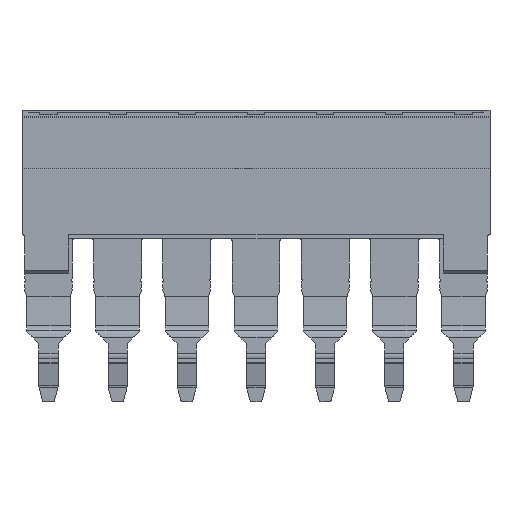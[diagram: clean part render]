
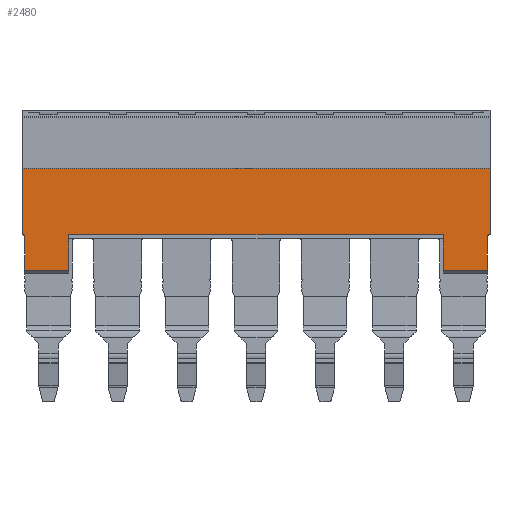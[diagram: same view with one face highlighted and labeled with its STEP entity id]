
A CAD part, front view. The second image highlights one B-rep face of the part: STEP entity #2480.
In plain terms, the highlighted planar face has unit normal (0, -1, 0).
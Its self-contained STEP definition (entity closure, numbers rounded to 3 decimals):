
#1882=AXIS2_PLACEMENT_3D('Circle Axis2P3D',#1880,#1881,$) ;
#2002=AXIS2_PLACEMENT_3D('Circle Axis2P3D',#2000,#2001,$) ;
#2443=AXIS2_PLACEMENT_3D('Plane Axis2P3D',#2440,#2441,#2442) ;
#1765=CARTESIAN_POINT('Line Origine',(27.4,0.4,27.315)) ;
#1769=CARTESIAN_POINT('Vertex',(0.,0.4,27.315)) ;
#1771=CARTESIAN_POINT('Vertex',(54.8,0.4,27.315)) ;
#1807=CARTESIAN_POINT('Vertex',(0.,0.4,19.544)) ;
#1810=CARTESIAN_POINT('Line Origine',(0.,0.4,23.429)) ;
#1839=CARTESIAN_POINT('Vertex',(0.1,0.4,19.544)) ;
#1844=CARTESIAN_POINT('Line Origine',(0.05,0.4,19.544)) ;
#1877=CARTESIAN_POINT('Vertex',(0.3,0.4,19.344)) ;
#1880=CARTESIAN_POINT('Axis2P3D Location',(0.1,0.4,19.344)) ;
#1922=CARTESIAN_POINT('Vertex',(0.3,0.4,15.365)) ;
#1925=CARTESIAN_POINT('Line Origine',(0.3,0.4,17.354)) ;
#1944=CARTESIAN_POINT('Line Origine',(54.5,0.4,17.354)) ;
#1948=CARTESIAN_POINT('Vertex',(54.5,0.4,15.365)) ;
#1950=CARTESIAN_POINT('Vertex',(54.5,0.4,19.344)) ;
#2000=CARTESIAN_POINT('Axis2P3D Location',(54.7,0.4,19.344)) ;
#2004=CARTESIAN_POINT('Vertex',(54.7,0.4,19.544)) ;
#2037=CARTESIAN_POINT('Vertex',(54.8,0.4,19.544)) ;
#2040=CARTESIAN_POINT('Line Origine',(54.75,0.4,19.544)) ;
#2057=CARTESIAN_POINT('Line Origine',(54.8,0.4,23.429)) ;
#2246=CARTESIAN_POINT('Line Origine',(2.9,0.4,15.365)) ;
#2250=CARTESIAN_POINT('Vertex',(5.5,0.4,15.365)) ;
#2425=CARTESIAN_POINT('Vertex',(49.3,0.4,15.365)) ;
#2428=CARTESIAN_POINT('Line Origine',(51.9,0.4,15.365)) ;
#2440=CARTESIAN_POINT('Axis2P3D Location',(3.1,0.4,27.315)) ;
#2445=CARTESIAN_POINT('Line Origine',(5.5,0.4,17.454)) ;
#2449=CARTESIAN_POINT('Vertex',(5.5,0.4,19.544)) ;
#2452=CARTESIAN_POINT('Line Origine',(27.4,0.4,19.544)) ;
#2456=CARTESIAN_POINT('Vertex',(49.3,0.4,19.544)) ;
#2459=CARTESIAN_POINT('Line Origine',(49.3,0.4,17.454)) ;
#1766=DIRECTION('Vector Direction',(1.,0.,0.)) ;
#1811=DIRECTION('Vector Direction',(0.,0.,-1.)) ;
#1845=DIRECTION('Vector Direction',(1.,0.,0.)) ;
#1881=DIRECTION('Axis2P3D Direction',(0.,-1.,0.)) ;
#1926=DIRECTION('Vector Direction',(0.,0.,1.)) ;
#1945=DIRECTION('Vector Direction',(0.,0.,1.)) ;
#2001=DIRECTION('Axis2P3D Direction',(0.,1.,0.)) ;
#2041=DIRECTION('Vector Direction',(-1.,0.,0.)) ;
#2058=DIRECTION('Vector Direction',(0.,0.,-1.)) ;
#2247=DIRECTION('Vector Direction',(-1.,0.,0.)) ;
#2429=DIRECTION('Vector Direction',(1.,0.,0.)) ;
#2441=DIRECTION('Axis2P3D Direction',(0.,1.,0.)) ;
#2442=DIRECTION('Axis2P3D XDirection',(0.,0.,-1.)) ;
#2446=DIRECTION('Vector Direction',(0.,0.,1.)) ;
#2453=DIRECTION('Vector Direction',(1.,0.,0.)) ;
#2460=DIRECTION('Vector Direction',(0.,0.,1.)) ;
#1767=VECTOR('Line Direction',#1766,1.) ;
#1812=VECTOR('Line Direction',#1811,1.) ;
#1846=VECTOR('Line Direction',#1845,1.) ;
#1927=VECTOR('Line Direction',#1926,1.) ;
#1946=VECTOR('Line Direction',#1945,1.) ;
#2042=VECTOR('Line Direction',#2041,1.) ;
#2059=VECTOR('Line Direction',#2058,1.) ;
#2248=VECTOR('Line Direction',#2247,1.) ;
#2430=VECTOR('Line Direction',#2429,1.) ;
#2447=VECTOR('Line Direction',#2446,1.) ;
#2454=VECTOR('Line Direction',#2453,1.) ;
#2461=VECTOR('Line Direction',#2460,1.) ;
#2465=ORIENTED_EDGE('',*,*,#1773,.F.) ;
#2466=ORIENTED_EDGE('',*,*,#1814,.F.) ;
#2467=ORIENTED_EDGE('',*,*,#1848,.T.) ;
#2468=ORIENTED_EDGE('',*,*,#1884,.T.) ;
#2469=ORIENTED_EDGE('',*,*,#1929,.F.) ;
#2470=ORIENTED_EDGE('',*,*,#2252,.F.) ;
#2471=ORIENTED_EDGE('',*,*,#2451,.T.) ;
#2472=ORIENTED_EDGE('',*,*,#2458,.T.) ;
#2473=ORIENTED_EDGE('',*,*,#2463,.F.) ;
#2474=ORIENTED_EDGE('',*,*,#2432,.T.) ;
#2475=ORIENTED_EDGE('',*,*,#1952,.T.) ;
#2476=ORIENTED_EDGE('',*,*,#2006,.F.) ;
#2477=ORIENTED_EDGE('',*,*,#2044,.F.) ;
#2478=ORIENTED_EDGE('',*,*,#2061,.T.) ;
#2480=ADVANCED_FACE('58453_ZQV_6N_KU',(#2479),#2444,.F.) ;
#1883=CIRCLE('generated circle',#1882,0.2) ;
#2003=CIRCLE('generated circle',#2002,0.2) ;
#1773=EDGE_CURVE('',#1770,#1772,#1768,.T.) ;
#1814=EDGE_CURVE('',#1808,#1770,#1813,.F.) ;
#1848=EDGE_CURVE('',#1808,#1840,#1847,.T.) ;
#1884=EDGE_CURVE('',#1840,#1878,#1883,.F.) ;
#1929=EDGE_CURVE('',#1923,#1878,#1928,.T.) ;
#1952=EDGE_CURVE('',#1949,#1951,#1947,.T.) ;
#2006=EDGE_CURVE('',#2005,#1951,#2003,.F.) ;
#2044=EDGE_CURVE('',#2038,#2005,#2043,.T.) ;
#2061=EDGE_CURVE('',#2038,#1772,#2060,.F.) ;
#2252=EDGE_CURVE('',#2251,#1923,#2249,.T.) ;
#2432=EDGE_CURVE('',#2426,#1949,#2431,.T.) ;
#2451=EDGE_CURVE('',#2251,#2450,#2448,.T.) ;
#2458=EDGE_CURVE('',#2450,#2457,#2455,.T.) ;
#2463=EDGE_CURVE('',#2426,#2457,#2462,.T.) ;
#2464=EDGE_LOOP('',(#2465,#2466,#2467,#2468,#2469,#2470,#2471,#2472,#2473,#2474,#2475,#2476,#2477,#2478)) ;
#2479=FACE_OUTER_BOUND('',#2464,.T.) ;
#1768=LINE('Line',#1765,#1767) ;
#1813=LINE('Line',#1810,#1812) ;
#1847=LINE('Line',#1844,#1846) ;
#1928=LINE('Line',#1925,#1927) ;
#1947=LINE('Line',#1944,#1946) ;
#2043=LINE('Line',#2040,#2042) ;
#2060=LINE('Line',#2057,#2059) ;
#2249=LINE('Line',#2246,#2248) ;
#2431=LINE('Line',#2428,#2430) ;
#2448=LINE('Line',#2445,#2447) ;
#2455=LINE('Line',#2452,#2454) ;
#2462=LINE('Line',#2459,#2461) ;
#2444=PLANE('',#2443) ;
#1770=VERTEX_POINT('',#1769) ;
#1772=VERTEX_POINT('',#1771) ;
#1808=VERTEX_POINT('',#1807) ;
#1840=VERTEX_POINT('',#1839) ;
#1878=VERTEX_POINT('',#1877) ;
#1923=VERTEX_POINT('',#1922) ;
#1949=VERTEX_POINT('',#1948) ;
#1951=VERTEX_POINT('',#1950) ;
#2005=VERTEX_POINT('',#2004) ;
#2038=VERTEX_POINT('',#2037) ;
#2251=VERTEX_POINT('',#2250) ;
#2426=VERTEX_POINT('',#2425) ;
#2450=VERTEX_POINT('',#2449) ;
#2457=VERTEX_POINT('',#2456) ;
